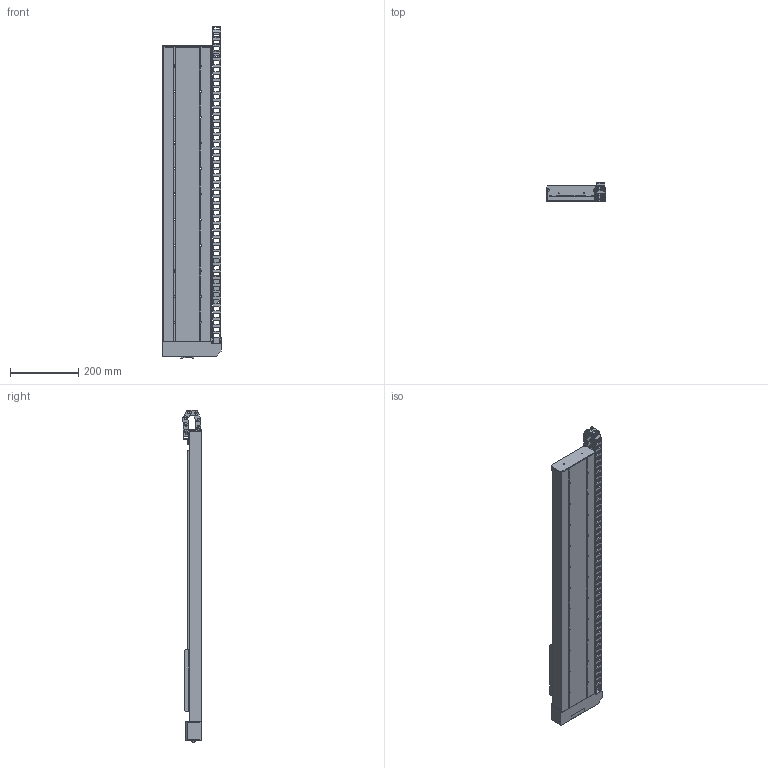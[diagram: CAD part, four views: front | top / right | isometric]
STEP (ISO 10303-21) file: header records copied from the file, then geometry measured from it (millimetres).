
FILE_DESCRIPTION (( 'STEP AP203' ), '1' );
FILE_NAME ('LDQ0600C-AE53T10A.step', '2023-10-06T19:20:55', ( '' ), ( '' ), 'SwSTEP 2.0', 'SolidWorks 2019', '' );
FILE_SCHEMA (( 'CONFIG_CONTROL_DESIGN' ));
Length unit declared in the file: millimetre
Products named in the file (7): LDQ_cable_link^LDQ_cable_LDQ; LDQ_base^LDQ_LDQ0600-T10A; LDQ_cable^LDQ_LDQ0600; LDQ_cable_end^LDQ_cable_LDQ_bore; LDQ_cable_end^LDQ_cable_LDQ_pin; LDQ_carriage^LDQ; LDQ0600C-AE53T10A
Assembly tree (54 placements, depth 3):
  LDQ0600C-AE53T10A
    LDQ_base^LDQ_LDQ0600-T10A
    LDQ_carriage^LDQ
    LDQ_cable^LDQ_LDQ0600
      LDQ_cable_end^LDQ_cable_LDQ_bore
      LDQ_cable_end^LDQ_cable_LDQ_pin
      LDQ_cable_link^LDQ_cable_LDQ  x49
Bounding box: 171 x 54.29 x 971.86 mm (x, y, z)
Volume: 3500415.5 mm3; surface area: 1043474.1 mm2
Topology: 109 solids, 109 shells, 3955 faces, 10375 edges, 6844 vertices
Faces by surface type: plane 2357, cylinder 1590, cone 8
Entity records: 53134 total; most frequent: CARTESIAN_POINT 9116, DIRECTION 8709, ORIENTED_EDGE 8446, EDGE_CURVE 4223, LINE 3163, VECTOR 3163, VERTEX_POINT 2812, AXIS2_PLACEMENT_3D 2773
